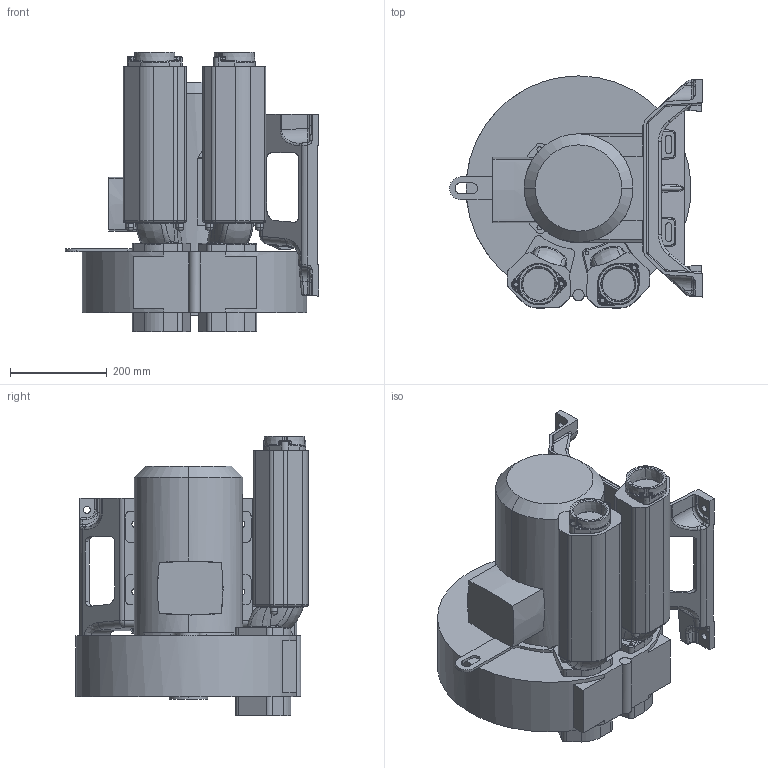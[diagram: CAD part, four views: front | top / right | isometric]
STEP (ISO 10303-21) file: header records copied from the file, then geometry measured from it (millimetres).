
FILE_DESCRIPTION((''),'2;1');
FILE_NAME('3RB350-1AAQ36','2025-04-30T',('Administrator'),(''),'PRO/ENGINEER BY PARAMETRIC TECHNOLOGY CORPORATION, 2007090','PRO/ENGINEER BY PARAMETRIC TECHNOLOGY CORPORATION, 2007090','');
FILE_SCHEMA(('AUTOMOTIVE_DESIGN_CC2 { 1 2 10303 214 -1 1 5 2 }'));
Length unit declared in the file: millimetre
Products named in the file (1): 3RB350-1AAQ36
Bounding box: 524.5 x 481.28 x 579.4 mm (x, y, z)
Volume: 47318243.6 mm3; surface area: 1663912.4 mm2
Topology: 1 solids, 7 shells, 1106 faces, 2876 edges, 1802 vertices
Faces by surface type: cylinder 357, bspline 325, plane 272, torus 89, cone 55, sphere 4, extrusion 4
Entity records: 70006 total; most frequent: CARTESIAN_POINT 45339, ORIENTED_EDGE 5744, DIRECTION 4361, EDGE_CURVE 2872, VERTEX_POINT 1802, AXIS2_PLACEMENT_3D 1683, EDGE_LOOP 1162, FACE_OUTER_BOUND 1106
